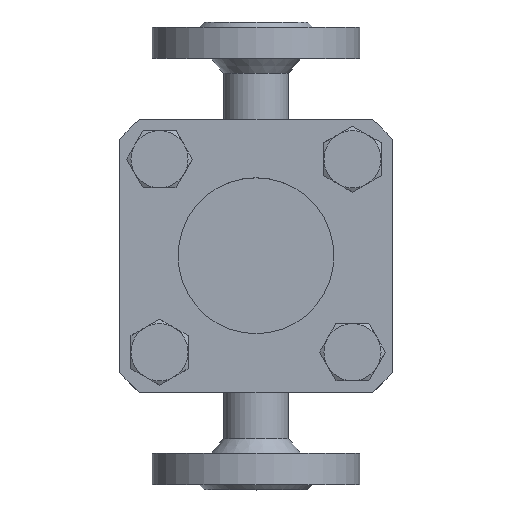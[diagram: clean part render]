
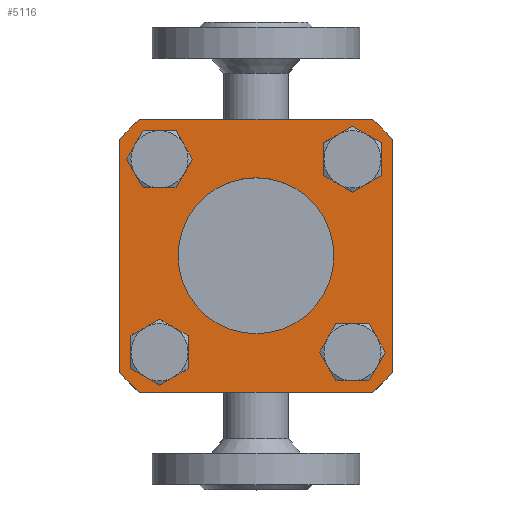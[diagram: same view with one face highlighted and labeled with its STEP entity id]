
A CAD part, top view. The second image highlights one B-rep face of the part: STEP entity #5116.
In plain terms, the highlighted face is planar.
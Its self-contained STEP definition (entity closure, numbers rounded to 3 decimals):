
#4688=CARTESIAN_POINT('',(16.,28.123,-37.123));
#4689=VERTEX_POINT('',#4688);
#4690=CARTESIAN_POINT('',(16.,37.123,-37.123));
#4691=DIRECTION('',(-1.0,0.0,0.0));
#4692=DIRECTION('',(0.0,1.0,0.0));
#4693=AXIS2_PLACEMENT_3D('',#4690,#4691,#4692);
#4694=CIRCLE('',#4693,9.0);
#4695=EDGE_CURVE('',#4689,#4689,#4694,.T.);
#4716=CARTESIAN_POINT('',(16.,-37.123,-28.123));
#4717=VERTEX_POINT('',#4716);
#4718=CARTESIAN_POINT('',(16.,-37.123,-37.123));
#4719=DIRECTION('',(-1.0,0.0,0.0));
#4720=DIRECTION('',(0.0,0.0,-1.0));
#4721=AXIS2_PLACEMENT_3D('',#4718,#4719,#4720);
#4722=CIRCLE('',#4721,9.0);
#4723=EDGE_CURVE('',#4717,#4717,#4722,.T.);
#4744=CARTESIAN_POINT('',(16.,-28.123,37.123));
#4745=VERTEX_POINT('',#4744);
#4746=CARTESIAN_POINT('',(16.,-37.123,37.123));
#4747=DIRECTION('',(-1.0,0.0,0.0));
#4748=DIRECTION('',(0.0,-1.0,0.0));
#4749=AXIS2_PLACEMENT_3D('',#4746,#4747,#4748);
#4750=CIRCLE('',#4749,9.0);
#4751=EDGE_CURVE('',#4745,#4745,#4750,.T.);
#4772=CARTESIAN_POINT('',(16.,37.123,28.123));
#4773=VERTEX_POINT('',#4772);
#4774=CARTESIAN_POINT('',(16.,37.123,37.123));
#4775=DIRECTION('',(-1.0,0.0,0.0));
#4776=DIRECTION('',(0.0,0.0,1.0));
#4777=AXIS2_PLACEMENT_3D('',#4774,#4775,#4776);
#4778=CIRCLE('',#4777,9.0);
#4779=EDGE_CURVE('',#4773,#4773,#4778,.T.);
#4802=CARTESIAN_POINT('',(16.0,-44.774,-52.5));
#4803=VERTEX_POINT('',#4802);
#4818=CARTESIAN_POINT('',(16.0,44.774,-52.5));
#4819=VERTEX_POINT('',#4818);
#4826=CARTESIAN_POINT('',(16.,-44.774,-52.5));
#4827=DIRECTION('',(0.0,1.0,0.0));
#4828=VECTOR('',#4827,89.549);
#4829=LINE('',#4826,#4828);
#4830=EDGE_CURVE('',#4803,#4819,#4829,.T.);
#4842=CARTESIAN_POINT('',(16.0,-52.5,44.774));
#4843=VERTEX_POINT('',#4842);
#4858=CARTESIAN_POINT('',(16.0,-52.5,-44.774));
#4859=VERTEX_POINT('',#4858);
#4866=CARTESIAN_POINT('',(16.,-52.5,44.774));
#4867=DIRECTION('',(0.0,0.0,-1.0));
#4868=VECTOR('',#4867,89.549);
#4869=LINE('',#4866,#4868);
#4870=EDGE_CURVE('',#4843,#4859,#4869,.T.);
#4882=CARTESIAN_POINT('',(16.0,44.774,52.5));
#4883=VERTEX_POINT('',#4882);
#4898=CARTESIAN_POINT('',(16.0,-44.774,52.5));
#4899=VERTEX_POINT('',#4898);
#4906=CARTESIAN_POINT('',(16.,44.774,52.5));
#4907=DIRECTION('',(0.0,-1.0,0.0));
#4908=VECTOR('',#4907,89.549);
#4909=LINE('',#4906,#4908);
#4910=EDGE_CURVE('',#4883,#4899,#4909,.T.);
#4993=CARTESIAN_POINT('',(16.0,52.5,44.774));
#4994=VERTEX_POINT('',#4993);
#4995=CARTESIAN_POINT('',(16.,0.0,0.0));
#4996=DIRECTION('',(1.0,0.0,0.0));
#4997=DIRECTION('',(0.0,1.0,0.0));
#4998=AXIS2_PLACEMENT_3D('',#4995,#4996,#4997);
#4999=CIRCLE('',#4998,69.0);
#5000=EDGE_CURVE('',#4994,#4883,#4999,.T.);
#5018=CARTESIAN_POINT('',(16.,0.0,0.0));
#5019=DIRECTION('',(1.0,0.0,0.0));
#5020=DIRECTION('',(0.0,1.0,0.0));
#5021=AXIS2_PLACEMENT_3D('',#5018,#5019,#5020);
#5022=CIRCLE('',#5021,69.0);
#5023=EDGE_CURVE('',#4899,#4843,#5022,.T.);
#5036=CARTESIAN_POINT('',(16.,0.0,0.0));
#5037=DIRECTION('',(1.0,0.0,0.0));
#5038=DIRECTION('',(0.0,1.0,0.0));
#5039=AXIS2_PLACEMENT_3D('',#5036,#5037,#5038);
#5040=CIRCLE('',#5039,69.0);
#5041=EDGE_CURVE('',#4859,#4803,#5040,.T.);
#5053=CARTESIAN_POINT('',(16.0,52.5,-44.774));
#5054=VERTEX_POINT('',#5053);
#5063=CARTESIAN_POINT('',(16.,52.5,-44.774));
#5064=DIRECTION('',(0.0,0.0,1.0));
#5065=VECTOR('',#5064,89.549);
#5066=LINE('',#5063,#5065);
#5067=EDGE_CURVE('',#5054,#4994,#5066,.T.);
#5072=CARTESIAN_POINT('',(16.,60.75,0.0));
#5073=DIRECTION('',(1.0,0.0,0.0));
#5074=DIRECTION('',(0.0,0.0,-1.0));
#5075=AXIS2_PLACEMENT_3D('',#5072,#5073,#5074);
#5076=PLANE('',#5075);
#5077=ORIENTED_EDGE('',*,*,#4830,.T.);
#5078=CARTESIAN_POINT('',(16.,0.0,0.0));
#5079=DIRECTION('',(1.0,0.0,0.0));
#5080=DIRECTION('',(0.0,1.0,0.0));
#5081=AXIS2_PLACEMENT_3D('',#5078,#5079,#5080);
#5082=CIRCLE('',#5081,69.0);
#5083=EDGE_CURVE('',#4819,#5054,#5082,.T.);
#5084=ORIENTED_EDGE('',*,*,#5083,.T.);
#5085=ORIENTED_EDGE('',*,*,#5067,.T.);
#5086=ORIENTED_EDGE('',*,*,#5000,.T.);
#5087=ORIENTED_EDGE('',*,*,#4910,.T.);
#5088=ORIENTED_EDGE('',*,*,#5023,.T.);
#5089=ORIENTED_EDGE('',*,*,#4870,.T.);
#5090=ORIENTED_EDGE('',*,*,#5041,.T.);
#5091=EDGE_LOOP('',(#5077,#5084,#5085,#5086,#5087,#5088,#5089,#5090));
#5092=FACE_OUTER_BOUND('',#5091,.T.);
#5093=ORIENTED_EDGE('',*,*,#4695,.T.);
#5094=EDGE_LOOP('',(#5093));
#5095=FACE_BOUND('',#5094,.T.);
#5096=ORIENTED_EDGE('',*,*,#4723,.T.);
#5097=EDGE_LOOP('',(#5096));
#5098=FACE_BOUND('',#5097,.T.);
#5099=ORIENTED_EDGE('',*,*,#4751,.T.);
#5100=EDGE_LOOP('',(#5099));
#5101=FACE_BOUND('',#5100,.T.);
#5102=ORIENTED_EDGE('',*,*,#4779,.T.);
#5103=EDGE_LOOP('',(#5102));
#5104=FACE_BOUND('',#5103,.T.);
#5105=CARTESIAN_POINT('',(16.,30.0,0.0));
#5106=VERTEX_POINT('',#5105);
#5107=CARTESIAN_POINT('',(16.,0.0,0.0));
#5108=DIRECTION('',(1.0,0.0,0.0));
#5109=DIRECTION('',(0.0,1.0,0.0));
#5110=AXIS2_PLACEMENT_3D('',#5107,#5108,#5109);
#5111=CIRCLE('',#5110,30.0);
#5112=EDGE_CURVE('',#5106,#5106,#5111,.T.);
#5113=ORIENTED_EDGE('',*,*,#5112,.F.);
#5114=EDGE_LOOP('',(#5113));
#5115=FACE_BOUND('',#5114,.T.);
#5116=ADVANCED_FACE('',(#5092,#5095,#5098,#5101,#5104,#5115),#5076,.T.);
